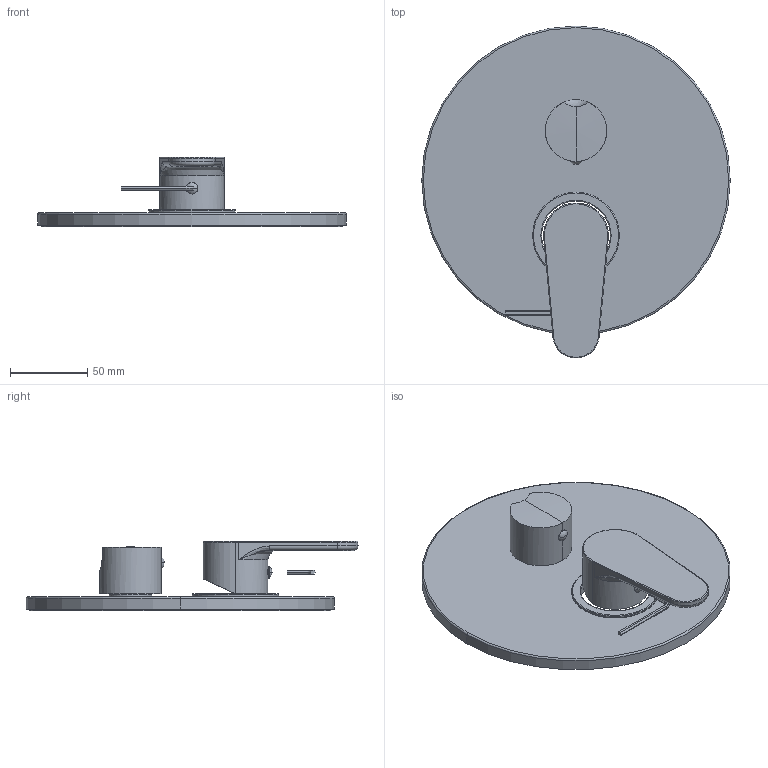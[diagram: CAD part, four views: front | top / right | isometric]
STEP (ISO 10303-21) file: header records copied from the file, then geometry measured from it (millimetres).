
FILE_DESCRIPTION((''),'2;1');
FILE_NAME('GR018CREST_ASM','2021-02-03T07:52:14',('stefano.gianpani'),('PAFFONI SpA'),'CREO PARAMETRIC BY PTC INC, 2020044','CREO PARAMETRIC BY PTC INC, 2020044','');
FILE_SCHEMA(('CONFIG_CONTROL_DESIGN','SHAPE_APPEARANCE_LAYERS_GROUPS'));
Length unit declared in the file: millimetre
Products named in the file (13): 4061237CR; 592305006A2I; TCF0691105CRRB; CHBR25; 8001114_ASM; 4061240CR_AF0; 2091129-F; 2091408; 2091267; 2042486GR; 2041560GR; 2091105CRN; GR018CREST_ASM
Assembly tree (12 placements, depth 3):
  GR018CREST_ASM
    4061237CR
    8001114_ASM
      592305006A2I
      TCF0691105CRRB
      CHBR25
    4061240CR_AF0
    2091129-F
    2091408
    2091267
    2042486GR
    2041560GR
    2091105CRN
Bounding box: 200 x 215.24 x 45 mm (x, y, z)
Volume: 193104.4 mm3; surface area: 136337.2 mm2
Topology: 11 solids, 15 shells, 257 faces, 591 edges, 367 vertices
Faces by surface type: plane 101, cylinder 84, cone 33, torus 32, sphere 5, bspline 2
Entity records: 9982 total; most frequent: CARTESIAN_POINT 1839, DIRECTION 1383, ORIENTED_EDGE 1150, PRESENTATION_STYLE_ASSIGNMENT 600, STYLED_ITEM 600, CURVE_STYLE 585, EDGE_CURVE 585, AXIS2_PLACEMENT_3D 550
